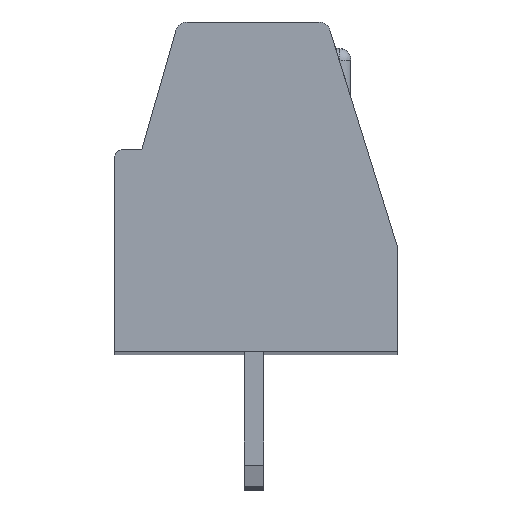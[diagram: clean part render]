
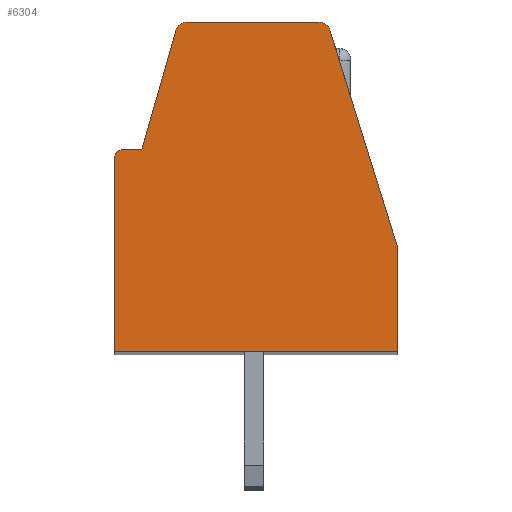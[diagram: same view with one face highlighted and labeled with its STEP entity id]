
A CAD part, top view. The second image highlights one B-rep face of the part: STEP entity #6304.
In plain terms, the highlighted planar face has unit normal (0, 0, 1).
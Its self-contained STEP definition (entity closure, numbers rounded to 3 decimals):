
#14=DIRECTION('',(0.,-1.,0.));
#15=VECTOR('',#14,5.);
#16=CARTESIAN_POINT('',(-3.6,5.,47.625));
#17=LINE('',#16,#15);
#18=CARTESIAN_POINT('',(-3.4,5.,47.625));
#19=DIRECTION('',(0.,0.,1.));
#20=DIRECTION('',(0.,1.,0.));
#21=AXIS2_PLACEMENT_3D('',#18,#19,#20);
#23=DIRECTION('',(-1.,0.,0.));
#24=VECTOR('',#23,0.5);
#25=CARTESIAN_POINT('',(-2.9,5.2,47.625));
#26=LINE('',#25,#24);
#27=DIRECTION('',(-0.276,-0.961,0.));
#28=VECTOR('',#27,3.207);
#29=CARTESIAN_POINT('',(-2.016,8.283,47.625));
#30=LINE('',#29,#28);
#31=CARTESIAN_POINT('',(-1.727,8.2,47.625));
#32=DIRECTION('',(0.,0.,1.));
#33=DIRECTION('',(0.,1.,0.));
#34=AXIS2_PLACEMENT_3D('',#31,#32,#33);
#36=DIRECTION('',(-1.,0.,0.));
#37=VECTOR('',#36,3.4);
#38=CARTESIAN_POINT('',(1.673,8.5,47.625));
#39=LINE('',#38,#37);
#40=CARTESIAN_POINT('',(1.673,8.2,47.625));
#41=DIRECTION('',(0.,0.,1.));
#42=DIRECTION('',(0.955,0.297,0.));
#43=AXIS2_PLACEMENT_3D('',#40,#41,#42);
#45=DIRECTION('',(-0.297,0.955,0.));
#46=VECTOR('',#45,5.854);
#47=CARTESIAN_POINT('',(3.7,2.7,47.625));
#48=LINE('',#47,#46);
#49=DIRECTION('',(0.,1.,0.));
#50=VECTOR('',#49,2.7);
#51=CARTESIAN_POINT('',(3.7,0.,47.625));
#52=LINE('',#51,#50);
#69=DIRECTION('',(1.,0.,0.));
#70=VECTOR('',#69,7.3);
#71=CARTESIAN_POINT('',(-3.6,0.,47.625));
#72=LINE('',#71,#70);
#5067=CARTESIAN_POINT('',(3.7,0.,47.625));
#5068=CARTESIAN_POINT('',(3.7,2.7,47.625));
#5069=VERTEX_POINT('',#5067);
#5070=VERTEX_POINT('',#5068);
#5071=CARTESIAN_POINT('',(1.959,8.289,47.625));
#5072=VERTEX_POINT('',#5071);
#5073=CARTESIAN_POINT('',(1.673,8.5,47.625));
#5074=VERTEX_POINT('',#5073);
#5075=CARTESIAN_POINT('',(-1.727,8.5,47.625));
#5076=VERTEX_POINT('',#5075);
#5077=CARTESIAN_POINT('',(-2.016,8.283,47.625));
#5078=VERTEX_POINT('',#5077);
#5079=CARTESIAN_POINT('',(-2.9,5.2,47.625));
#5080=VERTEX_POINT('',#5079);
#5081=CARTESIAN_POINT('',(-3.4,5.2,47.625));
#5082=VERTEX_POINT('',#5081);
#5083=CARTESIAN_POINT('',(-3.6,5.,47.625));
#5084=VERTEX_POINT('',#5083);
#5085=CARTESIAN_POINT('',(-3.6,0.,47.625));
#5086=VERTEX_POINT('',#5085);
#6277=CARTESIAN_POINT('',(0.,0.,47.625));
#6278=DIRECTION('',(0.,0.,1.));
#6279=DIRECTION('',(1.,0.,0.));
#6280=AXIS2_PLACEMENT_3D('',#6277,#6278,#6279);
#6281=PLANE('',#6280);
#6283=ORIENTED_EDGE('',*,*,#6282,.F.);
#6285=ORIENTED_EDGE('',*,*,#6284,.F.);
#6287=ORIENTED_EDGE('',*,*,#6286,.F.);
#6289=ORIENTED_EDGE('',*,*,#6288,.F.);
#6291=ORIENTED_EDGE('',*,*,#6290,.F.);
#6293=ORIENTED_EDGE('',*,*,#6292,.F.);
#6295=ORIENTED_EDGE('',*,*,#6294,.F.);
#6297=ORIENTED_EDGE('',*,*,#6296,.F.);
#6299=ORIENTED_EDGE('',*,*,#6298,.F.);
#6301=ORIENTED_EDGE('',*,*,#6300,.F.);
#6302=EDGE_LOOP('',(#6283,#6285,#6287,#6289,#6291,#6293,#6295,#6297,#6299,
#6301));
#6303=FACE_OUTER_BOUND('',#6302,.F.);
#22=CIRCLE('',#21,0.2);
#35=CIRCLE('',#34,0.3);
#44=CIRCLE('',#43,0.3);
#6282=EDGE_CURVE('',#5086,#5069,#72,.T.);
#6284=EDGE_CURVE('',#5084,#5086,#17,.T.);
#6286=EDGE_CURVE('',#5082,#5084,#22,.T.);
#6288=EDGE_CURVE('',#5080,#5082,#26,.T.);
#6290=EDGE_CURVE('',#5078,#5080,#30,.T.);
#6292=EDGE_CURVE('',#5076,#5078,#35,.T.);
#6294=EDGE_CURVE('',#5074,#5076,#39,.T.);
#6296=EDGE_CURVE('',#5072,#5074,#44,.T.);
#6298=EDGE_CURVE('',#5070,#5072,#48,.T.);
#6300=EDGE_CURVE('',#5069,#5070,#52,.T.);
#6304=ADVANCED_FACE('',(#6303),#6281,.T.);
